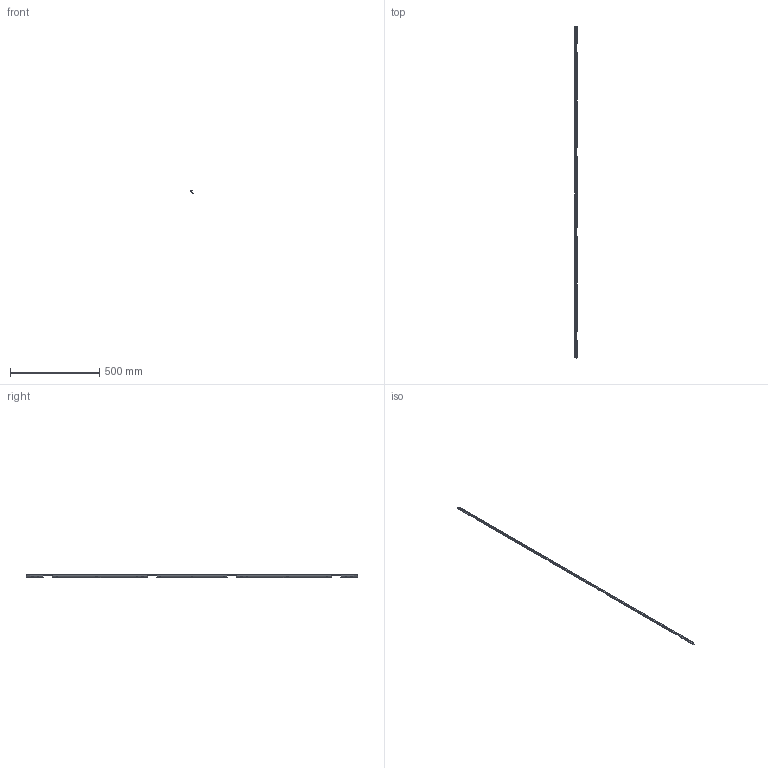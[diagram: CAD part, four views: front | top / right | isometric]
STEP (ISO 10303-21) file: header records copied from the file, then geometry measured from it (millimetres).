
FILE_DESCRIPTION (( 'STEP AP214' ), '1' );
FILE_NAME ('FO-00-UVDP-200 FORMAT Óãîëîê âåðòèêàëüíûé äëÿ äâåðåé ÷àñòè÷íûõ 2000ìì IEK.STEP', '2022-05-31T10:58:56', ( '' ), ( '' ), 'SwSTEP 2.0', 'SolidWorks 2017', '' );
FILE_SCHEMA (( 'AUTOMOTIVE_DESIGN' ));
Length unit declared in the file: millimetre
Products named in the file (1): FO-00-UVDP-200 FORMAT Óãîëîê âåðòèêàëüíûé äëÿ äâåðåé ÷àñòè÷íûõ 2000ìì IEK
Bounding box: 13.15 x 1862 x 16.83 mm (x, y, z)
Volume: 97939.9 mm3; surface area: 108489.6 mm2
Topology: 1 solids, 1 shells, 228 faces, 670 edges, 444 vertices
Faces by surface type: cylinder 192, plane 36
Entity records: 8200 total; most frequent: DIRECTION 1528, CARTESIAN_POINT 1343, ORIENTED_EDGE 1340, EDGE_CURVE 670, AXIS2_PLACEMENT_3D 629, VERTEX_POINT 444, EDGE_LOOP 406, CIRCLE 400
